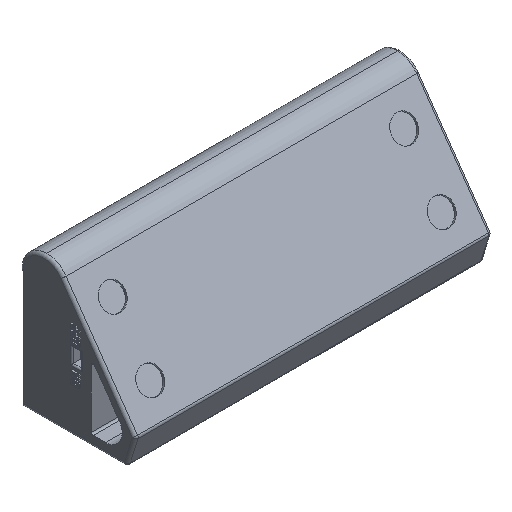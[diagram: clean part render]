
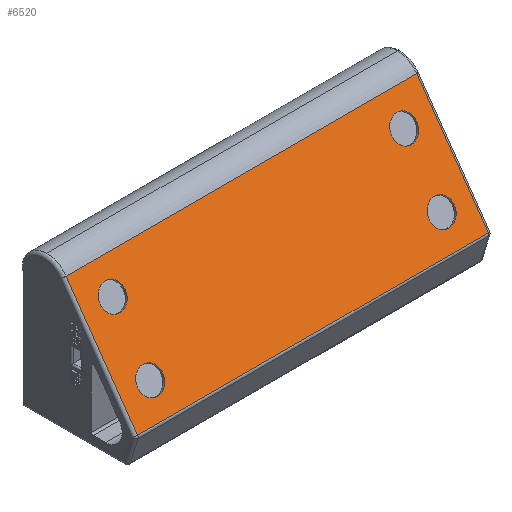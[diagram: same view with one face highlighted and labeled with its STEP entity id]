
A CAD part, isometric view. The second image highlights one B-rep face of the part: STEP entity #6520.
In plain terms, the highlighted planar face has unit normal (0, -0.819, 0.574).
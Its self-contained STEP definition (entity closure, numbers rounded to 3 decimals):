
#38 = EDGE_CURVE ( 'NONE', #17570, #10577, #14342, .T. ) ;
#139 = EDGE_CURVE ( 'NONE', #5888, #9626, #18464, .T. ) ;
#142 = VECTOR ( 'NONE', #4029, 1000. ) ;
#264 = DIRECTION ( 'NONE',  ( 0., -0.574, -0.819 ) ) ;
#386 = AXIS2_PLACEMENT_3D ( 'NONE', #10092, #12001, #15220 ) ;
#481 = CARTESIAN_POINT ( 'NONE',  ( 1., -19.933, 13.957 ) ) ;
#1139 = CARTESIAN_POINT ( 'NONE',  ( 11., -16.924, 18.255 ) ) ;
#1836 = ORIENTED_EDGE ( 'NONE', *, *, #12616, .F. ) ;
#2085 = EDGE_LOOP ( 'NONE', ( #14915, #15312, #12795, #14937 ) ) ;
#2374 = CARTESIAN_POINT ( 'NONE',  ( 120.5, -22.66, 10.063 ) ) ;
#2448 = ORIENTED_EDGE ( 'NONE', *, *, #8874, .F. ) ;
#2571 = CARTESIAN_POINT ( 'NONE',  ( 1., -22.66, 10.063 ) ) ;
#2705 = DIRECTION ( 'NONE',  ( 0., -0.819, 0.574 ) ) ;
#2885 = DIRECTION ( 'NONE',  ( 0., 0.819, -0.574 ) ) ;
#3128 = VERTEX_POINT ( 'NONE', #5834 ) ;
#3246 = EDGE_LOOP ( 'NONE', ( #14775, #20401 ) ) ;
#3295 = CARTESIAN_POINT ( 'NONE',  ( 11., -4.233, 36.38 ) ) ;
#3348 = EDGE_CURVE ( 'NONE', #9626, #14386, #8700, .T. ) ;
#3501 = EDGE_CURVE ( 'NONE', #14386, #3128, #16343, .T. ) ;
#3857 = CARTESIAN_POINT ( 'NONE',  ( 11., -4.233, 36.38 ) ) ;
#3901 = VECTOR ( 'NONE', #6691, 1000. ) ;
#4029 = DIRECTION ( 'NONE',  ( 1., 0., 0. ) ) ;
#4097 = ORIENTED_EDGE ( 'NONE', *, *, #38, .F. ) ;
#4221 = DIRECTION ( 'NONE',  ( 0., -0.819, 0.574 ) ) ;
#4267 = AXIS2_PLACEMENT_3D ( 'NONE', #1139, #2705, #14466 ) ;
#4532 = DIRECTION ( 'NONE',  ( 0., 0.574, 0.819 ) ) ;
#4643 = ORIENTED_EDGE ( 'NONE', *, *, #13900, .F. ) ;
#4677 = VERTEX_POINT ( 'NONE', #18779 ) ;
#4715 = DIRECTION ( 'NONE',  ( 0., -0.819, 0.574 ) ) ;
#4886 = CARTESIAN_POINT ( 'NONE',  ( 11., -6.671, 32.898 ) ) ;
#5019 = LINE ( 'NONE', #8348, #3901 ) ;
#5096 = AXIS2_PLACEMENT_3D ( 'NONE', #8883, #4221, #12648 ) ;
#5322 = DIRECTION ( 'NONE',  ( 0., -0.574, -0.819 ) ) ;
#5708 = CIRCLE ( 'NONE', #386, 4.25 ) ;
#5834 = CARTESIAN_POINT ( 'NONE',  ( 119.5, -22.66, 10.063 ) ) ;
#5888 = VERTEX_POINT ( 'NONE', #11816 ) ;
#6086 = ORIENTED_EDGE ( 'NONE', *, *, #19680, .F. ) ;
#6096 = EDGE_CURVE ( 'NONE', #3128, #5888, #5019, .T. ) ;
#6109 = DIRECTION ( 'NONE',  ( 0., -0.819, 0.574 ) ) ;
#6160 = DIRECTION ( 'NONE',  ( 0., -0.574, -0.819 ) ) ;
#6162 = CIRCLE ( 'NONE', #5096, 4.25 ) ;
#6252 = VERTEX_POINT ( 'NONE', #7125 ) ;
#6302 = FACE_BOUND ( 'NONE', #19040, .T. ) ;
#6432 = CARTESIAN_POINT ( 'NONE',  ( 11., -1.796, 39.861 ) ) ;
#6520 = ADVANCED_FACE ( 'NONE', ( #6302, #16512, #9296, #14534, #19737 ), #21297, .F. ) ;
#6654 = CARTESIAN_POINT ( 'NONE',  ( 109.5, -6.671, 32.898 ) ) ;
#6691 = DIRECTION ( 'NONE',  ( 0., 0.574, 0.819 ) ) ;
#7125 = CARTESIAN_POINT ( 'NONE',  ( 11., -19.362, 14.773 ) ) ;
#7313 = CARTESIAN_POINT ( 'NONE',  ( 109.5, -19.362, 14.773 ) ) ;
#7488 = CIRCLE ( 'NONE', #19549, 4.25 ) ;
#7501 = VERTEX_POINT ( 'NONE', #7756 ) ;
#7756 = CARTESIAN_POINT ( 'NONE',  ( 109.5, -14.487, 21.736 ) ) ;
#7766 = CARTESIAN_POINT ( 'NONE',  ( 11., -16.924, 18.255 ) ) ;
#8348 = CARTESIAN_POINT ( 'NONE',  ( 119.5, -19.933, 13.957 ) ) ;
#8672 = ORIENTED_EDGE ( 'NONE', *, *, #20937, .F. ) ;
#8700 = LINE ( 'NONE', #481, #18175 ) ;
#8874 = EDGE_CURVE ( 'NONE', #9602, #4677, #15203, .T. ) ;
#8883 = CARTESIAN_POINT ( 'NONE',  ( 109.5, -4.233, 36.38 ) ) ;
#9071 = CARTESIAN_POINT ( 'NONE',  ( 1., 1.503, 44.571 ) ) ;
#9079 = AXIS2_PLACEMENT_3D ( 'NONE', #15086, #20513, #5322 ) ;
#9172 = AXIS2_PLACEMENT_3D ( 'NONE', #9405, #2885, #4532 ) ;
#9296 = FACE_BOUND ( 'NONE', #3246, .T. ) ;
#9405 = CARTESIAN_POINT ( 'NONE',  ( 0., -19.933, 13.957 ) ) ;
#9406 = DIRECTION ( 'NONE',  ( 0., -0.819, 0.574 ) ) ;
#9602 = VERTEX_POINT ( 'NONE', #6654 ) ;
#9626 = VERTEX_POINT ( 'NONE', #9071 ) ;
#10029 = EDGE_LOOP ( 'NONE', ( #4643, #6086 ) ) ;
#10092 = CARTESIAN_POINT ( 'NONE',  ( 109.5, -16.924, 18.255 ) ) ;
#10577 = VERTEX_POINT ( 'NONE', #6432 ) ;
#11816 = CARTESIAN_POINT ( 'NONE',  ( 119.5, 1.503, 44.571 ) ) ;
#12001 = DIRECTION ( 'NONE',  ( 0., -0.819, 0.574 ) ) ;
#12325 = CARTESIAN_POINT ( 'NONE',  ( 11., -14.487, 21.736 ) ) ;
#12616 = EDGE_CURVE ( 'NONE', #4677, #9602, #6162, .T. ) ;
#12648 = DIRECTION ( 'NONE',  ( 0., -0.574, -0.819 ) ) ;
#12757 = DIRECTION ( 'NONE',  ( 0., -0.574, -0.819 ) ) ;
#12795 = ORIENTED_EDGE ( 'NONE', *, *, #139, .T. ) ;
#13258 = AXIS2_PLACEMENT_3D ( 'NONE', #3857, #17390, #14071 ) ;
#13900 = EDGE_CURVE ( 'NONE', #20748, #7501, #14771, .T. ) ;
#14071 = DIRECTION ( 'NONE',  ( 0., -0.574, -0.819 ) ) ;
#14146 = AXIS2_PLACEMENT_3D ( 'NONE', #19706, #4715, #6160 ) ;
#14342 = CIRCLE ( 'NONE', #13258, 4.25 ) ;
#14386 = VERTEX_POINT ( 'NONE', #2571 ) ;
#14466 = DIRECTION ( 'NONE',  ( 0., -0.574, -0.819 ) ) ;
#14534 = FACE_BOUND ( 'NONE', #17412, .T. ) ;
#14771 = CIRCLE ( 'NONE', #9079, 4.25 ) ;
#14775 = ORIENTED_EDGE ( 'NONE', *, *, #15449, .F. ) ;
#14915 = ORIENTED_EDGE ( 'NONE', *, *, #3501, .T. ) ;
#14937 = ORIENTED_EDGE ( 'NONE', *, *, #3348, .T. ) ;
#15086 = CARTESIAN_POINT ( 'NONE',  ( 109.5, -16.924, 18.255 ) ) ;
#15203 = CIRCLE ( 'NONE', #14146, 4.25 ) ;
#15220 = DIRECTION ( 'NONE',  ( 0., -0.574, -0.819 ) ) ;
#15312 = ORIENTED_EDGE ( 'NONE', *, *, #6096, .T. ) ;
#15449 = EDGE_CURVE ( 'NONE', #6252, #21882, #20110, .T. ) ;
#16343 = LINE ( 'NONE', #2374, #142 ) ;
#16512 = FACE_BOUND ( 'NONE', #10029, .T. ) ;
#17276 = AXIS2_PLACEMENT_3D ( 'NONE', #7766, #6109, #17540 ) ;
#17390 = DIRECTION ( 'NONE',  ( 0., -0.819, 0.574 ) ) ;
#17412 = EDGE_LOOP ( 'NONE', ( #4097, #8672 ) ) ;
#17540 = DIRECTION ( 'NONE',  ( 0., -0.574, -0.819 ) ) ;
#17570 = VERTEX_POINT ( 'NONE', #4886 ) ;
#17930 = DIRECTION ( 'NONE',  ( -1., 0., 0. ) ) ;
#18175 = VECTOR ( 'NONE', #264, 1000. ) ;
#18464 = LINE ( 'NONE', #21270, #18943 ) ;
#18779 = CARTESIAN_POINT ( 'NONE',  ( 109.5, -1.796, 39.861 ) ) ;
#18815 = CIRCLE ( 'NONE', #4267, 4.25 ) ;
#18943 = VECTOR ( 'NONE', #17930, 1000. ) ;
#19040 = EDGE_LOOP ( 'NONE', ( #2448, #1836 ) ) ;
#19498 = EDGE_CURVE ( 'NONE', #21882, #6252, #18815, .T. ) ;
#19549 = AXIS2_PLACEMENT_3D ( 'NONE', #3295, #9406, #12757 ) ;
#19680 = EDGE_CURVE ( 'NONE', #7501, #20748, #5708, .T. ) ;
#19706 = CARTESIAN_POINT ( 'NONE',  ( 109.5, -4.233, 36.38 ) ) ;
#19737 = FACE_OUTER_BOUND ( 'NONE', #2085, .T. ) ;
#20110 = CIRCLE ( 'NONE', #17276, 4.25 ) ;
#20401 = ORIENTED_EDGE ( 'NONE', *, *, #19498, .F. ) ;
#20513 = DIRECTION ( 'NONE',  ( 0., -0.819, 0.574 ) ) ;
#20748 = VERTEX_POINT ( 'NONE', #7313 ) ;
#20937 = EDGE_CURVE ( 'NONE', #10577, #17570, #7488, .T. ) ;
#21270 = CARTESIAN_POINT ( 'NONE',  ( 137.043, 1.503, 44.571 ) ) ;
#21297 = PLANE ( 'NONE',  #9172 ) ;
#21882 = VERTEX_POINT ( 'NONE', #12325 ) ;
